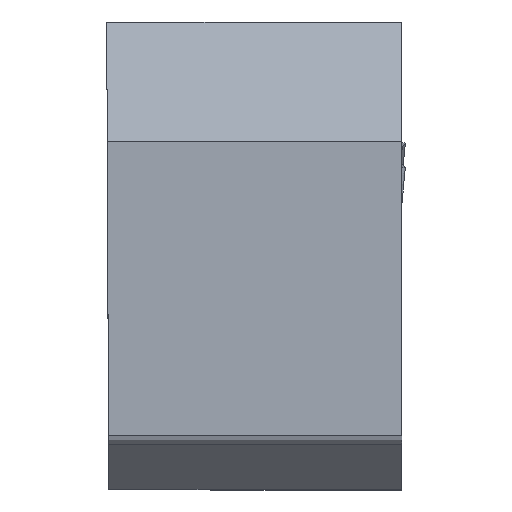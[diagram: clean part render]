
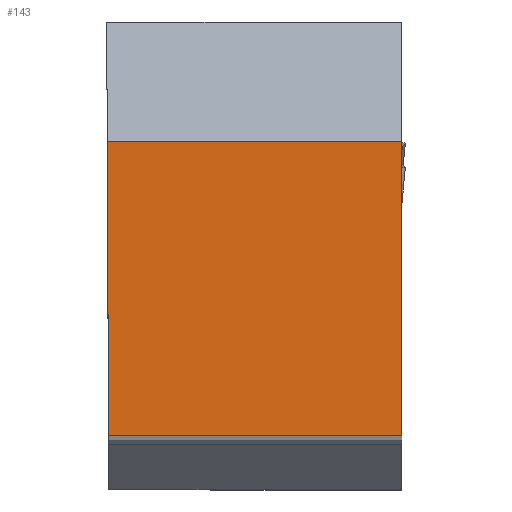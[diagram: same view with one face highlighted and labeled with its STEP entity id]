
A CAD part, top view. The second image highlights one B-rep face of the part: STEP entity #143.
In plain terms, the highlighted planar face has unit normal (0, 0, 1).
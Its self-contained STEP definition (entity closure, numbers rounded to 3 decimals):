
#143=ADVANCED_FACE('BLANK_BOXF006',(#254),#207,.T.);
#207=PLANE('',#1435);
#254=FACE_OUTER_BOUND('',#320,.T.);
#320=EDGE_LOOP('',(#509,#510,#511,#512));
#509=ORIENTED_EDGE('',*,*,#951,.T.);
#510=ORIENTED_EDGE('',*,*,#974,.F.);
#511=ORIENTED_EDGE('',*,*,#915,.T.);
#512=ORIENTED_EDGE('',*,*,#975,.T.);
#794=VERTEX_POINT('',#1813);
#795=VERTEX_POINT('',#1815);
#827=VERTEX_POINT('',#1910);
#828=VERTEX_POINT('',#1912);
#915=EDGE_CURVE('',#795,#794,#1095,.T.);
#951=EDGE_CURVE('',#828,#827,#1124,.T.);
#974=EDGE_CURVE('',#795,#827,#1144,.T.);
#975=EDGE_CURVE('',#794,#828,#1145,.T.);
#1095=LINE('',#1814,#1228);
#1124=LINE('',#1911,#1257);
#1144=LINE('',#1967,#1277);
#1145=LINE('',#1968,#1278);
#1228=VECTOR('',#1504,1.);
#1257=VECTOR('',#1551,1.);
#1277=VECTOR('',#1591,1.);
#1278=VECTOR('',#1592,1.);
#1435=AXIS2_PLACEMENT_3D('',#1969,#1593,#1594);
#1504=DIRECTION('',(0.,1.,0.));
#1551=DIRECTION('',(0.004,-1.,0.));
#1591=DIRECTION('',(-1.,0.,0.));
#1592=DIRECTION('',(-1.,0.,0.));
#1593=DIRECTION('',(0.,0.,1.));
#1594=DIRECTION('',(1.,0.,0.));
#1813=CARTESIAN_POINT('',(11.9,11.9,0.));
#1814=CARTESIAN_POINT('',(11.9,17.9,0.));
#1815=CARTESIAN_POINT('',(11.9,0.,0.));
#1910=CARTESIAN_POINT('',(0.052,0.,0.));
#1911=CARTESIAN_POINT('',(-0.027,17.996,0.));
#1912=CARTESIAN_POINT('',(0.,11.9,0.));
#1967=CARTESIAN_POINT('',(-22.,0.,0.));
#1968=CARTESIAN_POINT('',(-22.,11.9,0.));
#1969=CARTESIAN_POINT('',(-22.,17.9,0.));
